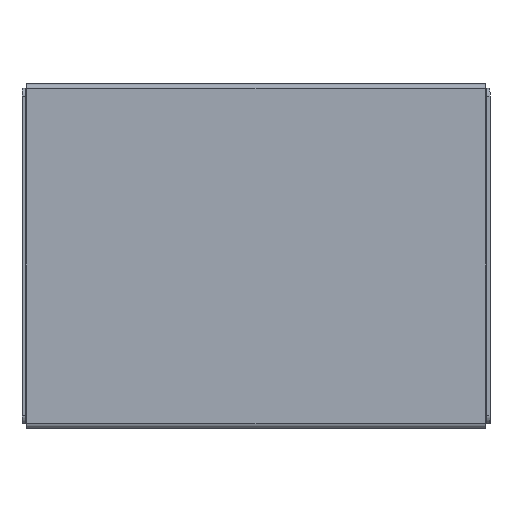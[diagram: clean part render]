
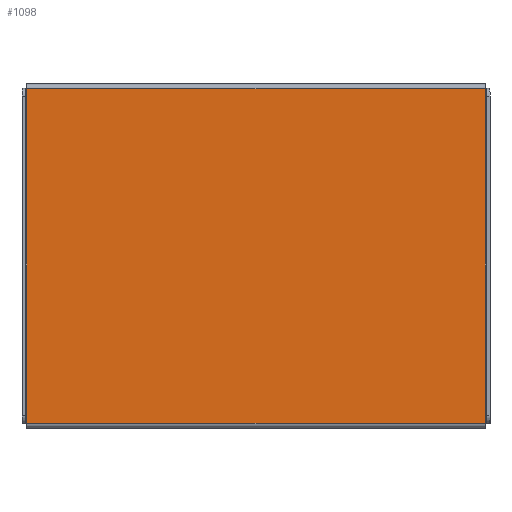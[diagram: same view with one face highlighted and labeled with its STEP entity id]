
A CAD part, top view. The second image highlights one B-rep face of the part: STEP entity #1098.
In plain terms, the highlighted planar face has unit normal (0, 0, 1).
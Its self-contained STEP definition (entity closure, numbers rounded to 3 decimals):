
#21 = DIRECTION ( 'NONE',  ( 0., -1., 0. ) ) ;
#22 = LINE ( 'NONE', #607, #139 ) ;
#83 = DIRECTION ( 'NONE',  ( 1., 0., 0. ) ) ;
#116 = VECTOR ( 'NONE', #428, 1000. ) ;
#132 = CARTESIAN_POINT ( 'NONE',  ( -150., -109.5, 0. ) ) ;
#139 = VECTOR ( 'NONE', #1152, 1000. ) ;
#165 = EDGE_LOOP ( 'NONE', ( #843, #205, #1661, #1162 ) ) ;
#169 = VERTEX_POINT ( 'NONE', #689 ) ;
#205 = ORIENTED_EDGE ( 'NONE', *, *, #1231, .F. ) ;
#311 = EDGE_CURVE ( 'NONE', #169, #320, #22, .T. ) ;
#320 = VERTEX_POINT ( 'NONE', #1410 ) ;
#354 = LINE ( 'NONE', #677, #116 ) ;
#428 = DIRECTION ( 'NONE',  ( -1., 0., 0. ) ) ;
#441 = CARTESIAN_POINT ( 'NONE',  ( 150., 109.5, 0. ) ) ;
#468 = CARTESIAN_POINT ( 'NONE',  ( 0., 0., 0. ) ) ;
#482 = PLANE ( 'NONE',  #727 ) ;
#592 = DIRECTION ( 'NONE',  ( 0., 0., 1. ) ) ;
#607 = CARTESIAN_POINT ( 'NONE',  ( -153., -109.5, 0. ) ) ;
#647 = VERTEX_POINT ( 'NONE', #441 ) ;
#677 = CARTESIAN_POINT ( 'NONE',  ( -153., 109.5, 0. ) ) ;
#689 = CARTESIAN_POINT ( 'NONE',  ( -150., -109.5, 0. ) ) ;
#727 = AXIS2_PLACEMENT_3D ( 'NONE', #468, #592, #83 ) ;
#730 = EDGE_CURVE ( 'NONE', #647, #320, #1567, .T. ) ;
#789 = DIRECTION ( 'NONE',  ( 0., 1., 0. ) ) ;
#795 = EDGE_CURVE ( 'NONE', #647, #1336, #354, .T. ) ;
#843 = ORIENTED_EDGE ( 'NONE', *, *, #795, .T. ) ;
#856 = VECTOR ( 'NONE', #789, 1000. ) ;
#892 = LINE ( 'NONE', #132, #856 ) ;
#911 = CARTESIAN_POINT ( 'NONE',  ( 150., 109.5, 0. ) ) ;
#917 = FACE_OUTER_BOUND ( 'NONE', #165, .T. ) ;
#978 = CARTESIAN_POINT ( 'NONE',  ( -150., 109.5, 0. ) ) ;
#1098 = ADVANCED_FACE ( 'NONE', ( #917 ), #482, .T. ) ;
#1152 = DIRECTION ( 'NONE',  ( 1., 0., 0. ) ) ;
#1162 = ORIENTED_EDGE ( 'NONE', *, *, #730, .F. ) ;
#1216 = VECTOR ( 'NONE', #21, 1000. ) ;
#1231 = EDGE_CURVE ( 'NONE', #169, #1336, #892, .T. ) ;
#1336 = VERTEX_POINT ( 'NONE', #978 ) ;
#1410 = CARTESIAN_POINT ( 'NONE',  ( 150., -109.5, 0. ) ) ;
#1567 = LINE ( 'NONE', #911, #1216 ) ;
#1661 = ORIENTED_EDGE ( 'NONE', *, *, #311, .T. ) ;
